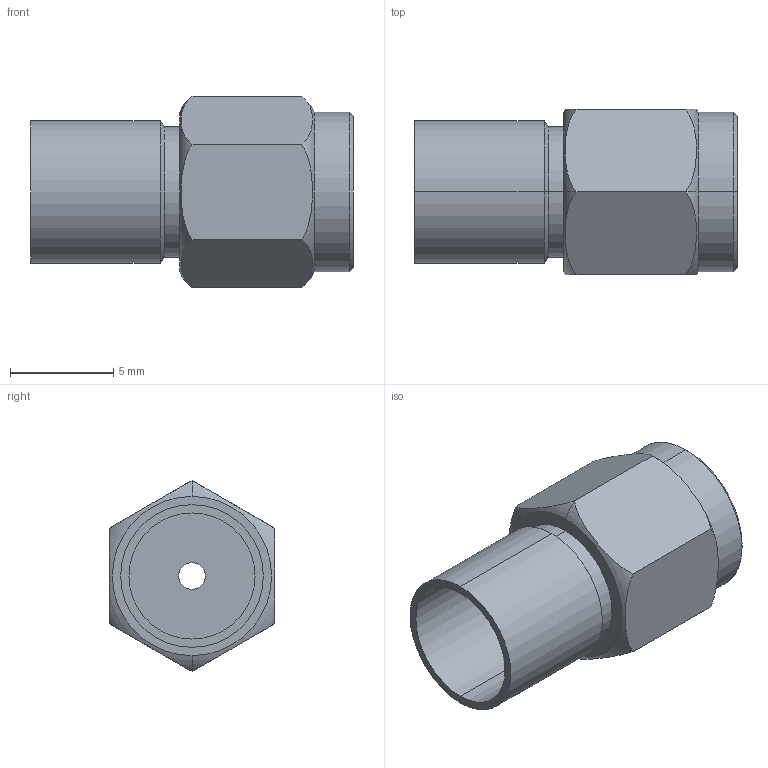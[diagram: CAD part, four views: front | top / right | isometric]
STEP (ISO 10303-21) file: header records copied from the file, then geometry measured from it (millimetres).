
FILE_DESCRIPTION (( 'STEP AP203' ), '1' );
FILE_NAME ('ARSP-TERM.STEP', '2014-10-06T12:22:11', ( 'x' ), ( '' ), 'SwSTEP 2.0', 'SolidWorks 2014', '' );
FILE_SCHEMA (( 'CONFIG_CONTROL_DESIGN' ));
Length unit declared in the file: millimetre
Products named in the file (1): ARSP-TERM
Bounding box: 15.6 x 8 x 9.24 mm (x, y, z)
Volume: 401.3 mm3; surface area: 944.6 mm2
Topology: 1 solids, 1 shells, 68 faces, 140 edges, 82 vertices
Faces by surface type: cone 24, cylinder 24, plane 16, torus 4
Entity records: 2007 total; most frequent: CARTESIAN_POINT 455, DIRECTION 340, ORIENTED_EDGE 280, AXIS2_PLACEMENT_3D 143, EDGE_CURVE 140, VERTEX_POINT 82, EDGE_LOOP 78, CIRCLE 74
